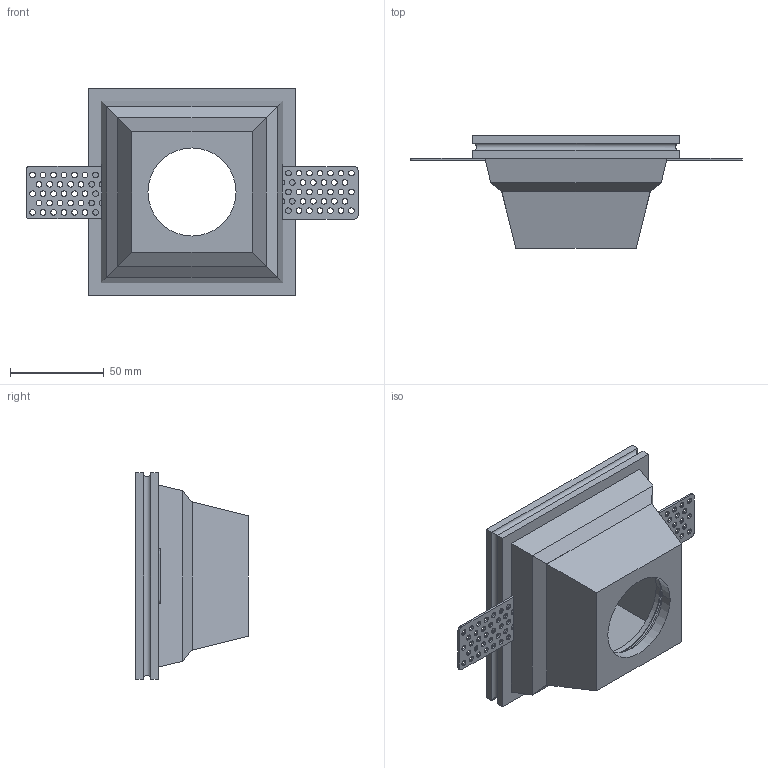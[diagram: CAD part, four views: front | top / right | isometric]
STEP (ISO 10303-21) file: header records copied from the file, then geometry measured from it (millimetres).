
FILE_DESCRIPTION((''),'2;1');
FILE_NAME('7901-60_ASM','2020-07-23T14:50:44',('Administrator'),(''),'CREO PARAMETRIC BY PTC INC, 2020033','CREO PARAMETRIC BY PTC INC, 2020033','');
FILE_SCHEMA(('CONFIG_CONTROL_DESIGN'));
Products named in the file (4): 7901-110; 28-49; PRT0001; 7901-60_ASM
Assembly tree (3 placements, depth 2):
  7901-60_ASM
    7901-110
    28-49
    PRT0001
Bounding box: 177 x 60 x 110 mm (x, y, z)
Volume: 236574.3 mm3; surface area: 58529 mm2
Topology: 3 solids, 3 shells, 248 faces, 680 edges, 444 vertices
Faces by surface type: cylinder 182, plane 64, torus 2
Entity records: 8508 total; most frequent: DIRECTION 1548, CARTESIAN_POINT 1431, ORIENTED_EDGE 1360, EDGE_CURVE 680, AXIS2_PLACEMENT_3D 617, VERTEX_POINT 444, EDGE_LOOP 420, CIRCLE 362
